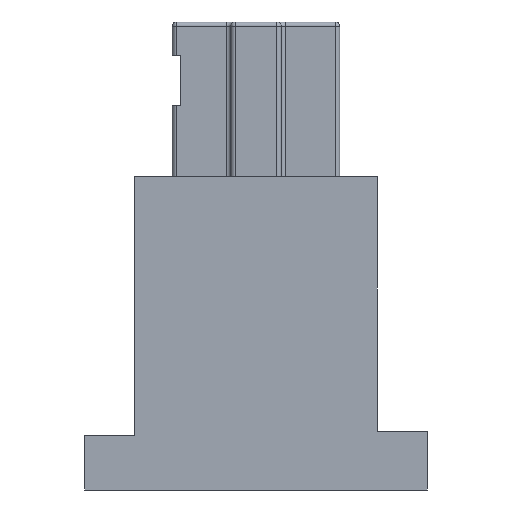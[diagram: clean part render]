
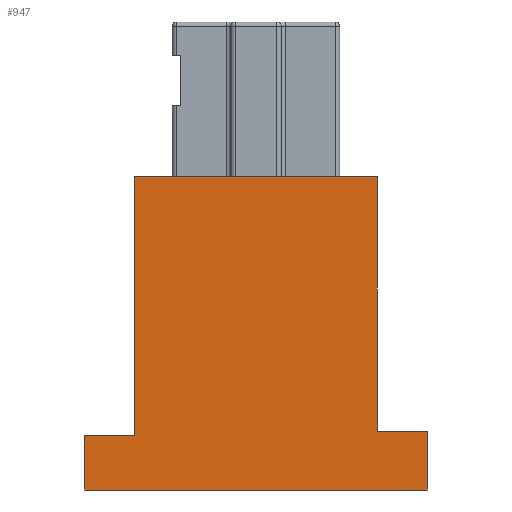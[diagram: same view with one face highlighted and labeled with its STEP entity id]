
A CAD part, left-side view. The second image highlights one B-rep face of the part: STEP entity #947.
In plain terms, the highlighted planar face has unit normal (-1, 0, 0).
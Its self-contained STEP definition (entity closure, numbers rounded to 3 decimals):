
#227 = EDGE_CURVE('',#228,#230,#232,.T.);
#228 = VERTEX_POINT('',#229);
#229 = CARTESIAN_POINT('',(-2.2,-2.9,7.5));
#230 = VERTEX_POINT('',#231);
#231 = CARTESIAN_POINT('',(-2.2,2.9,7.5));
#232 = LINE('',#233,#234);
#233 = CARTESIAN_POINT('',(-2.2,-2.05,7.5));
#234 = VECTOR('',#235,1.);
#235 = DIRECTION('',(0.,1.,0.));
#947 = ADVANCED_FACE('',(#948),#1005,.T.);
#948 = FACE_BOUND('',#949,.T.);
#949 = EDGE_LOOP('',(#950,#960,#968,#976,#982,#983,#991,#999));
#950 = ORIENTED_EDGE('',*,*,#951,.F.);
#951 = EDGE_CURVE('',#952,#954,#956,.T.);
#952 = VERTEX_POINT('',#953);
#953 = CARTESIAN_POINT('',(-2.2,-4.1,0.));
#954 = VERTEX_POINT('',#955);
#955 = CARTESIAN_POINT('',(-2.2,4.1,0.));
#956 = LINE('',#957,#958);
#957 = CARTESIAN_POINT('',(-2.2,-4.1,0.));
#958 = VECTOR('',#959,1.);
#959 = DIRECTION('',(0.,1.,0.));
#960 = ORIENTED_EDGE('',*,*,#961,.T.);
#961 = EDGE_CURVE('',#952,#962,#964,.T.);
#962 = VERTEX_POINT('',#963);
#963 = CARTESIAN_POINT('',(-2.2,-4.1,1.4));
#964 = LINE('',#965,#966);
#965 = CARTESIAN_POINT('',(-2.2,-4.1,0.));
#966 = VECTOR('',#967,1.);
#967 = DIRECTION('',(0.,0.,1.));
#968 = ORIENTED_EDGE('',*,*,#969,.F.);
#969 = EDGE_CURVE('',#970,#962,#972,.T.);
#970 = VERTEX_POINT('',#971);
#971 = CARTESIAN_POINT('',(-2.2,-2.9,1.4));
#972 = LINE('',#973,#974);
#973 = CARTESIAN_POINT('',(-2.2,-3.5,1.4));
#974 = VECTOR('',#975,1.);
#975 = DIRECTION('',(0.,-1.,0.));
#976 = ORIENTED_EDGE('',*,*,#977,.F.);
#977 = EDGE_CURVE('',#228,#970,#978,.T.);
#978 = LINE('',#979,#980);
#979 = CARTESIAN_POINT('',(-2.2,-2.9,10.));
#980 = VECTOR('',#981,1.);
#981 = DIRECTION('',(0.,0.,-1.));
#982 = ORIENTED_EDGE('',*,*,#227,.T.);
#983 = ORIENTED_EDGE('',*,*,#984,.F.);
#984 = EDGE_CURVE('',#985,#230,#987,.T.);
#985 = VERTEX_POINT('',#986);
#986 = CARTESIAN_POINT('',(-2.2,2.9,1.3));
#987 = LINE('',#988,#989);
#988 = CARTESIAN_POINT('',(-2.2,2.9,0.));
#989 = VECTOR('',#990,1.);
#990 = DIRECTION('',(0.,0.,1.));
#991 = ORIENTED_EDGE('',*,*,#992,.T.);
#992 = EDGE_CURVE('',#985,#993,#995,.T.);
#993 = VERTEX_POINT('',#994);
#994 = CARTESIAN_POINT('',(-2.2,4.1,1.3));
#995 = LINE('',#996,#997);
#996 = CARTESIAN_POINT('',(-2.2,-0.075,1.3));
#997 = VECTOR('',#998,1.);
#998 = DIRECTION('',(0.,1.,0.));
#999 = ORIENTED_EDGE('',*,*,#1000,.F.);
#1000 = EDGE_CURVE('',#954,#993,#1001,.T.);
#1001 = LINE('',#1002,#1003);
#1002 = CARTESIAN_POINT('',(-2.2,4.1,0.));
#1003 = VECTOR('',#1004,1.);
#1004 = DIRECTION('',(0.,0.,1.));
#1005 = PLANE('',#1006);
#1006 = AXIS2_PLACEMENT_3D('',#1007,#1008,#1009);
#1007 = CARTESIAN_POINT('',(-2.2,-4.1,0.));
#1008 = DIRECTION('',(-1.,0.,0.));
#1009 = DIRECTION('',(0.,1.,0.));
